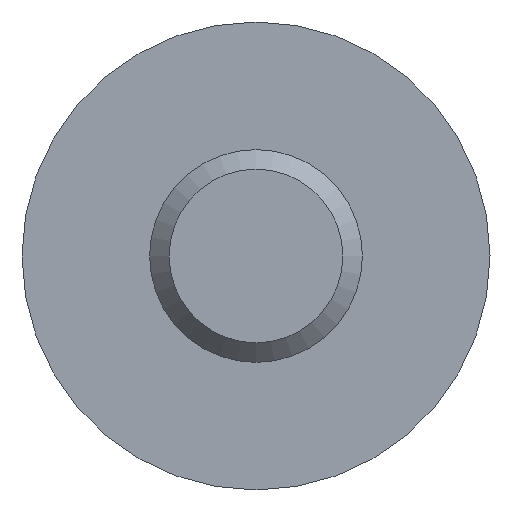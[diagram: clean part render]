
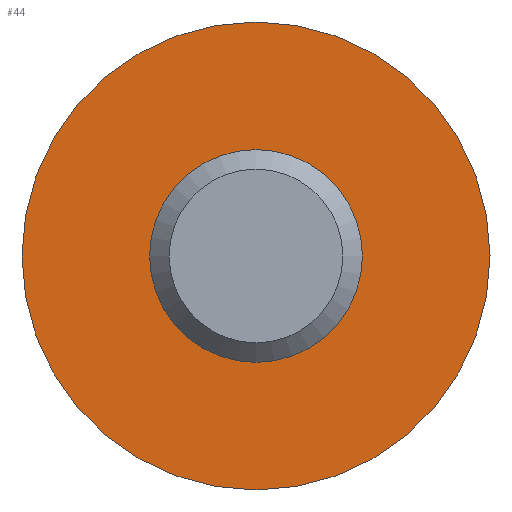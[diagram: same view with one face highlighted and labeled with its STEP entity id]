
A CAD part, front view. The second image highlights one B-rep face of the part: STEP entity #44.
In plain terms, the highlighted planar face has unit normal (0, -1, 0).
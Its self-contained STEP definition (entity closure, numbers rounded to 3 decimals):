
#44 = ADVANCED_FACE( '', ( #95, #96 ), #97, .F. );
#95 = FACE_BOUND( '', #161, .T. );
#96 = FACE_OUTER_BOUND( '', #162, .T. );
#97 = PLANE( '', #163 );
#161 = EDGE_LOOP( '', ( #229 ) );
#162 = EDGE_LOOP( '', ( #230 ) );
#163 = AXIS2_PLACEMENT_3D( '', #231, #232, #233 );
#229 = ORIENTED_EDGE( '', *, *, #330, .F. );
#230 = ORIENTED_EDGE( '', *, *, #331, .T. );
#231 = CARTESIAN_POINT( '', ( 11., 0., 0. ) );
#232 = DIRECTION( '', ( 0., 1., 0. ) );
#233 = DIRECTION( '', ( 0., 0., 1. ) );
#330 = EDGE_CURVE( '', #374, #374, #375, .T. );
#331 = EDGE_CURVE( '', #376, #376, #377, .T. );
#374 = VERTEX_POINT( '', #461 );
#375 = CIRCLE( '', #462, 4.65 );
#376 = VERTEX_POINT( '', #463 );
#377 = CIRCLE( '', #464, 11. );
#461 = CARTESIAN_POINT( '', ( 0., 0., -4.65 ) );
#462 = AXIS2_PLACEMENT_3D( '', #537, #538, #539 );
#463 = CARTESIAN_POINT( '', ( 0., 0., -11. ) );
#464 = AXIS2_PLACEMENT_3D( '', #540, #541, #542 );
#537 = CARTESIAN_POINT( '', ( 0., 0., 0. ) );
#538 = DIRECTION( '', ( 0., -1., 0. ) );
#539 = DIRECTION( '', ( 0., 0., -1. ) );
#540 = CARTESIAN_POINT( '', ( 0., 0., 0. ) );
#541 = DIRECTION( '', ( 0., -1., 0. ) );
#542 = DIRECTION( '', ( 0., 0., -1. ) );
